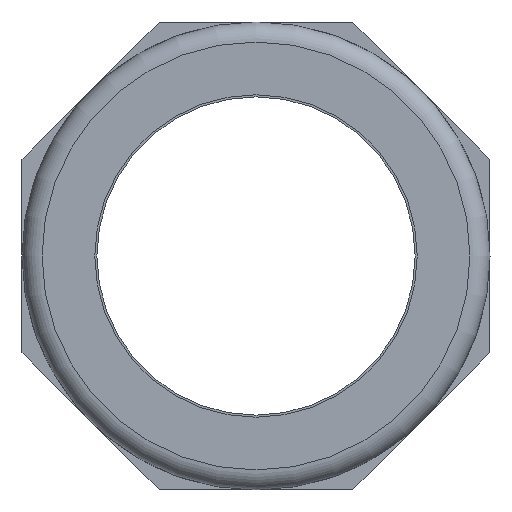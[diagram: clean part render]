
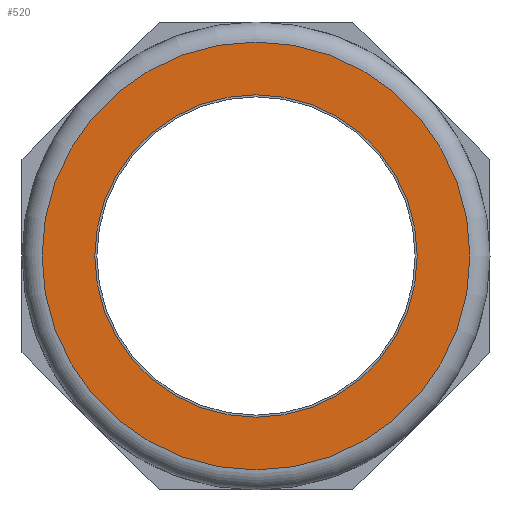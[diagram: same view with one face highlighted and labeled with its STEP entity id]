
A CAD part, front view. The second image highlights one B-rep face of the part: STEP entity #520.
In plain terms, the highlighted planar face has unit normal (0, -1, 0).
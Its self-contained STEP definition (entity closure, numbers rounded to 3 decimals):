
#118=PLANE('',#583);
#131=FACE_BOUND('',#209,.T.);
#166=FACE_OUTER_BOUND('',#208,.T.);
#208=EDGE_LOOP('',(#474));
#209=EDGE_LOOP('',(#475));
#216=CIRCLE('',#527,12.059);
#233=CIRCLE('',#549,16.);
#242=VERTEX_POINT('',#753);
#259=VERTEX_POINT('',#792);
#284=EDGE_CURVE('',#242,#242,#216,.T.);
#301=EDGE_CURVE('',#259,#259,#233,.T.);
#474=ORIENTED_EDGE('',*,*,#301,.T.);
#475=ORIENTED_EDGE('',*,*,#284,.T.);
#520=ADVANCED_FACE('',(#166,#131),#118,.T.);
#527=AXIS2_PLACEMENT_3D('',#754,#591,#592);
#549=AXIS2_PLACEMENT_3D('',#793,#635,#636);
#583=AXIS2_PLACEMENT_3D('',#891,#743,#744);
#591=DIRECTION('center_axis',(0.,1.,0.));
#592=DIRECTION('ref_axis',(-1.,0.,0.));
#635=DIRECTION('center_axis',(0.,-1.,0.));
#636=DIRECTION('ref_axis',(1.,0.,0.));
#743=DIRECTION('center_axis',(0.,-1.,0.));
#744=DIRECTION('ref_axis',(0.,0.,-1.));
#753=CARTESIAN_POINT('',(12.058,-19.907,0.));
#754=CARTESIAN_POINT('Origin',(0.,-19.907,0.));
#792=CARTESIAN_POINT('',(16.,-19.907,0.));
#793=CARTESIAN_POINT('Origin',(0.,-19.907,0.));
#891=CARTESIAN_POINT('Origin',(14.8,-19.907,0.));
